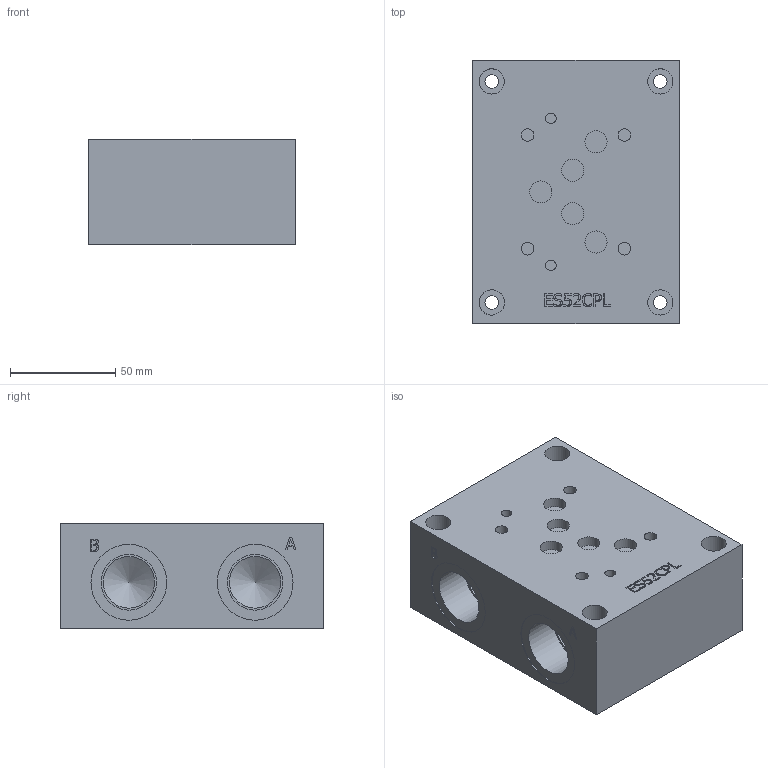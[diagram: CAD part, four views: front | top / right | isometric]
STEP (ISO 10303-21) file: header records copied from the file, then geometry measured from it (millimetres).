
FILE_DESCRIPTION(/* description */ (''),/* implementation_level */ '2;1');
FILE_NAME(/* name */ 'es52cpl.stp',/* time_stamp */ '2016-05-10T16:37:51+02:00',/* author */ ('Lemoine2'),/* organization */ (''),/* preprocessor_version */ 'ST-DEVELOPER v16.1',/* originating_system */ 'Autodesk Inventor 2016',/* authorisation */ '');
FILE_SCHEMA (('AUTOMOTIVE_DESIGN { 1 0 10303 214 3 1 1 }'));
Length unit declared in the file: millimetre
Products named in the file (1): es52cpl
Bounding box: 98 x 125 x 50 mm (x, y, z)
Volume: 537882 mm3; surface area: 62789.3 mm2
Topology: 1 solids, 1 shells, 285 faces, 719 edges, 481 vertices
Faces by surface type: plane 156, bspline 86, cylinder 37, cone 6
Full cylindrical faces by diameter (mm): 5 x2, 6 x4, 6.5 x4, 10.5 x5, 11.5 x2, 12 x4, 13.2 x2, 22 x2, 24.5 x4, 26.441 x4, 36 x4
Entity records: 8705 total; most frequent: CARTESIAN_POINT 2527, ORIENTED_EDGE 1318, DIRECTION 961, EDGE_CURVE 659, VERTEX_POINT 464, LINE 413, VECTOR 413, EDGE_LOOP 381
